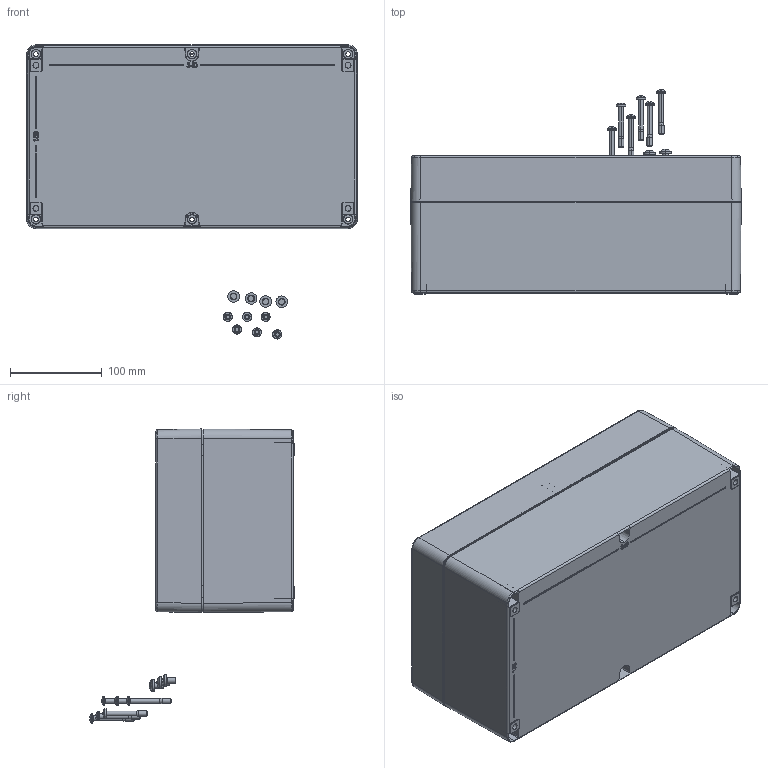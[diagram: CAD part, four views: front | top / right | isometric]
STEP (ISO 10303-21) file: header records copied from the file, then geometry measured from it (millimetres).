
FILE_DESCRIPTION (( 'STEP AP214' ), '1' );
FILE_NAME ('09203615.STEP', '2008-10-02T12:35:48', ( ' ' ), ( '' ), 'SwSTEP 2.0', 'SolidWorks 2008', '' );
FILE_SCHEMA (( 'AUTOMOTIVE_DESIGN' ));
Length unit declared in the file: millimetre
Products named in the file (9): 5200.020.0_Standard; 51013_Standard; 38088_Standard; 93215_Standard; 37088_Standard; 09203615; 82002_im Deckel eingebaut; 86218_Standard
Assembly tree (21 placements, depth 3):
  09203615
    37088_Standard
      86218_Standard  x6
      37088_Standard
    82002_im Deckel eingebaut
    38088_Standard
    51013_Standard
      93215_Standard  x4
      5200.020.0_Standard  x6
Bounding box: 360 x 222.98 x 320.38 mm (x, y, z)
Volume: 1239179.4 mm3; surface area: 697884.2 mm2
Topology: 19 solids, 19 shells, 2430 faces, 5626 edges, 3248 vertices
Faces by surface type: bspline 601, cylinder 580, plane 558, cone 337, torus 294, sphere 60
Entity records: 86306 total; most frequent: CARTESIAN_POINT 44658, ORIENTED_EDGE 9182, DIRECTION 8006, EDGE_CURVE 4591, AXIS2_PLACEMENT_3D 3219, VERTEX_POINT 2656, EDGE_LOOP 2125, ADVANCED_FACE 2019
